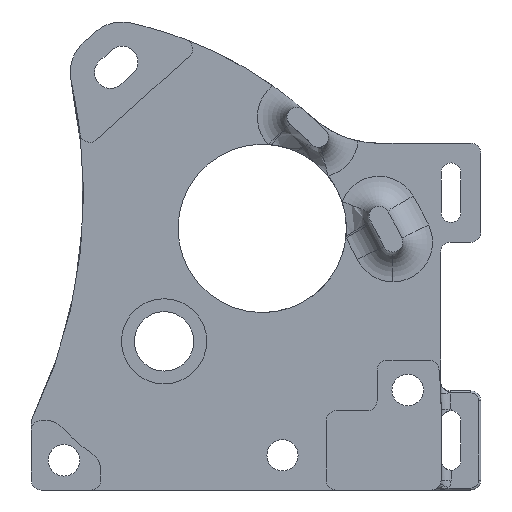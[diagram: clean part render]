
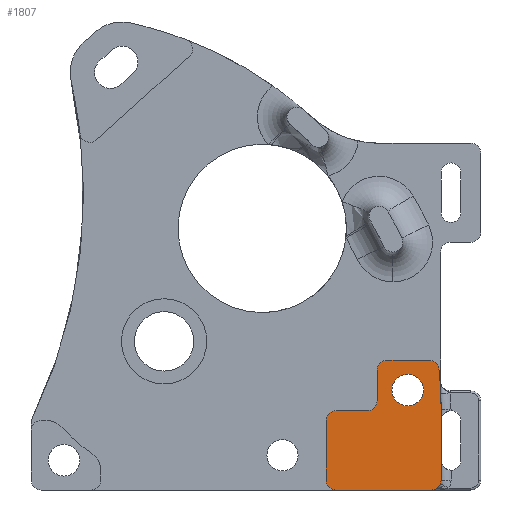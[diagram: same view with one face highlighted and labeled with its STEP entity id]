
A CAD part, left-side view. The second image highlights one B-rep face of the part: STEP entity #1807.
In plain terms, the highlighted planar face has unit normal (-1, 0, 0).
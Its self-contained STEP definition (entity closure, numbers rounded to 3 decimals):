
#14 = ORIENTED_EDGE ( 'NONE', *, *, #503, .T. ) ;
#30 = ORIENTED_EDGE ( 'NONE', *, *, #1665, .F. ) ;
#81 = AXIS2_PLACEMENT_3D ( 'NONE', #3031, #990, #2870 ) ;
#145 = VERTEX_POINT ( 'NONE', #3152 ) ;
#151 = CIRCLE ( 'NONE', #2886, 1. ) ;
#153 = DIRECTION ( 'NONE',  ( -1., 0., 0. ) ) ;
#162 = CARTESIAN_POINT ( 'NONE',  ( -7.075, -16.456, -8. ) ) ;
#183 = LINE ( 'NONE', #2589, #2331 ) ;
#208 = VERTEX_POINT ( 'NONE', #1440 ) ;
#276 = DIRECTION ( 'NONE',  ( 0., 1., 0. ) ) ;
#300 = PLANE ( 'NONE',  #2391 ) ;
#326 = CIRCLE ( 'NONE', #3124, 40. ) ;
#392 = DIRECTION ( 'NONE',  ( 0., 0., 1. ) ) ;
#407 = CIRCLE ( 'NONE', #3651, 1.597 ) ;
#415 = EDGE_CURVE ( 'NONE', #145, #670, #2490, .T. ) ;
#423 = VERTEX_POINT ( 'NONE', #446 ) ;
#437 = EDGE_CURVE ( 'NONE', #901, #3186, #3443, .T. ) ;
#446 = CARTESIAN_POINT ( 'NONE',  ( -7.075, -26.865, -1.916 ) ) ;
#497 = EDGE_LOOP ( 'NONE', ( #627, #30 ) ) ;
#503 = EDGE_CURVE ( 'NONE', #1820, #423, #545, .T. ) ;
#537 = AXIS2_PLACEMENT_3D ( 'NONE', #2410, #3040, #3317 ) ;
#545 = CIRCLE ( 'NONE', #1044, 1. ) ;
#562 = CARTESIAN_POINT ( 'NONE',  ( -7.075, -24.694, -3.319 ) ) ;
#627 = ORIENTED_EDGE ( 'NONE', *, *, #2569, .F. ) ;
#670 = VERTEX_POINT ( 'NONE', #1227 ) ;
#684 = CARTESIAN_POINT ( 'NONE',  ( -7.075, 0., -15. ) ) ;
#737 = ORIENTED_EDGE ( 'NONE', *, *, #2194, .T. ) ;
#772 = ORIENTED_EDGE ( 'NONE', *, *, #3217, .F. ) ;
#780 = CARTESIAN_POINT ( 'NONE',  ( -7.075, 11.944, -6.918 ) ) ;
#862 = DIRECTION ( 'NONE',  ( -1., 0., 0. ) ) ;
#890 = ORIENTED_EDGE ( 'NONE', *, *, #1758, .F. ) ;
#901 = VERTEX_POINT ( 'NONE', #3529 ) ;
#920 = DIRECTION ( 'NONE',  ( -1., 0., 0. ) ) ;
#933 = FACE_BOUND ( 'NONE', #497, .T. ) ;
#974 = DIRECTION ( 'NONE',  ( 0., -1., 0. ) ) ;
#990 = DIRECTION ( 'NONE',  ( -1., 0., 0. ) ) ;
#1017 = ORIENTED_EDGE ( 'NONE', *, *, #2666, .F. ) ;
#1044 = AXIS2_PLACEMENT_3D ( 'NONE', #1314, #1294, #1646 ) ;
#1062 = VERTEX_POINT ( 'NONE', #562 ) ;
#1067 = EDGE_CURVE ( 'NONE', #2544, #901, #3133, .T. ) ;
#1083 = ORIENTED_EDGE ( 'NONE', *, *, #2744, .T. ) ;
#1085 = ORIENTED_EDGE ( 'NONE', *, *, #415, .T. ) ;
#1087 = EDGE_CURVE ( 'NONE', #2784, #208, #2769, .T. ) ;
#1111 = EDGE_LOOP ( 'NONE', ( #3485, #14, #1083, #1085, #890, #1017, #2269, #737, #772, #3326, #1587, #1931, #3306 ) ) ;
#1113 = VECTOR ( 'NONE', #1259, 1000. ) ;
#1149 = CARTESIAN_POINT ( 'NONE',  ( -7.075, -20.594, -6. ) ) ;
#1210 = FACE_OUTER_BOUND ( 'NONE', #1111, .T. ) ;
#1220 = CARTESIAN_POINT ( 'NONE',  ( -7.075, -16.456, 0. ) ) ;
#1227 = CARTESIAN_POINT ( 'NONE',  ( -7.075, -21.594, -2.916 ) ) ;
#1259 = DIRECTION ( 'NONE',  ( 0., 0., -1. ) ) ;
#1294 = DIRECTION ( 'NONE',  ( -1., 0., 0. ) ) ;
#1305 = DIRECTION ( 'NONE',  ( -1., 0., 0. ) ) ;
#1314 = CARTESIAN_POINT ( 'NONE',  ( -7.075, -26.851, -2.916 ) ) ;
#1378 = CARTESIAN_POINT ( 'NONE',  ( -7.075, -28.056, -6.918 ) ) ;
#1438 = DIRECTION ( 'NONE',  ( 0., 0., 1. ) ) ;
#1440 = CARTESIAN_POINT ( 'NONE',  ( -7.075, -20.594, -7. ) ) ;
#1446 = DIRECTION ( 'NONE',  ( 0., 0., 1. ) ) ;
#1551 = CARTESIAN_POINT ( 'NONE',  ( -7.075, -27.056, -14. ) ) ;
#1587 = ORIENTED_EDGE ( 'NONE', *, *, #437, .T. ) ;
#1593 = DIRECTION ( 'NONE',  ( 0., -1., 0. ) ) ;
#1618 = VERTEX_POINT ( 'NONE', #2781 ) ;
#1646 = DIRECTION ( 'NONE',  ( 0., 0., 1. ) ) ;
#1665 = EDGE_CURVE ( 'NONE', #1062, #1618, #2451, .T. ) ;
#1754 = VERTEX_POINT ( 'NONE', #2914 ) ;
#1758 = EDGE_CURVE ( 'NONE', #3436, #670, #183, .T. ) ;
#1798 = CARTESIAN_POINT ( 'NONE',  ( -7.075, 0., -1.916 ) ) ;
#1807 = ADVANCED_FACE ( 'NONE', ( #933, #1210 ), #300, .T. ) ;
#1813 = CARTESIAN_POINT ( 'NONE',  ( -7.075, -17.456, -7. ) ) ;
#1820 = VERTEX_POINT ( 'NONE', #3607 ) ;
#1916 = CIRCLE ( 'NONE', #2816, 1. ) ;
#1931 = ORIENTED_EDGE ( 'NONE', *, *, #2393, .T. ) ;
#2046 = CARTESIAN_POINT ( 'NONE',  ( -7.075, -24.694, -4.916 ) ) ;
#2092 = DIRECTION ( 'NONE',  ( 0., 0., 1. ) ) ;
#2194 = EDGE_CURVE ( 'NONE', #2784, #2677, #2233, .T. ) ;
#2233 = CIRCLE ( 'NONE', #537, 1. ) ;
#2269 = ORIENTED_EDGE ( 'NONE', *, *, #1087, .F. ) ;
#2331 = VECTOR ( 'NONE', #3857, 1000. ) ;
#2341 = DIRECTION ( 'NONE',  ( -1., 0., 0. ) ) ;
#2391 = AXIS2_PLACEMENT_3D ( 'NONE', #3914, #920, #3663 ) ;
#2393 = EDGE_CURVE ( 'NONE', #3186, #1754, #1916, .T. ) ;
#2410 = CARTESIAN_POINT ( 'NONE',  ( -7.075, -17.456, -8. ) ) ;
#2428 = AXIS2_PLACEMENT_3D ( 'NONE', #3924, #862, #1446 ) ;
#2430 = VECTOR ( 'NONE', #974, 1000. ) ;
#2451 = CIRCLE ( 'NONE', #2911, 1.597 ) ;
#2482 = VECTOR ( 'NONE', #1593, 1000. ) ;
#2490 = CIRCLE ( 'NONE', #81, 1. ) ;
#2532 = CARTESIAN_POINT ( 'NONE',  ( -7.075, -28.056, 0. ) ) ;
#2544 = VERTEX_POINT ( 'NONE', #2598 ) ;
#2569 = EDGE_CURVE ( 'NONE', #1618, #1062, #407, .T. ) ;
#2589 = CARTESIAN_POINT ( 'NONE',  ( -7.075, -21.594, 0. ) ) ;
#2598 = CARTESIAN_POINT ( 'NONE',  ( -7.075, -16.456, -14. ) ) ;
#2638 = VECTOR ( 'NONE', #276, 1000. ) ;
#2666 = EDGE_CURVE ( 'NONE', #208, #3436, #151, .T. ) ;
#2677 = VERTEX_POINT ( 'NONE', #162 ) ;
#2744 = EDGE_CURVE ( 'NONE', #423, #145, #3943, .T. ) ;
#2769 = LINE ( 'NONE', #3715, #2482 ) ;
#2777 = DIRECTION ( 'NONE',  ( -1., 0., 0. ) ) ;
#2781 = CARTESIAN_POINT ( 'NONE',  ( -7.075, -24.694, -6.513 ) ) ;
#2784 = VERTEX_POINT ( 'NONE', #1813 ) ;
#2816 = AXIS2_PLACEMENT_3D ( 'NONE', #1551, #1305, #392 ) ;
#2870 = DIRECTION ( 'NONE',  ( 0., 0., 1. ) ) ;
#2886 = AXIS2_PLACEMENT_3D ( 'NONE', #1149, #2341, #2963 ) ;
#2898 = EDGE_CURVE ( 'NONE', #3686, #1754, #3738, .T. ) ;
#2911 = AXIS2_PLACEMENT_3D ( 'NONE', #2046, #3513, #1438 ) ;
#2914 = CARTESIAN_POINT ( 'NONE',  ( -7.075, -28.056, -14. ) ) ;
#2963 = DIRECTION ( 'NONE',  ( 0., 0., 1. ) ) ;
#2997 = LINE ( 'NONE', #1220, #3119 ) ;
#3031 = CARTESIAN_POINT ( 'NONE',  ( -7.075, -22.594, -2.916 ) ) ;
#3040 = DIRECTION ( 'NONE',  ( -1., 0., 0. ) ) ;
#3119 = VECTOR ( 'NONE', #2092, 1000. ) ;
#3124 = AXIS2_PLACEMENT_3D ( 'NONE', #780, #153, #3199 ) ;
#3133 = CIRCLE ( 'NONE', #2428, 1. ) ;
#3152 = CARTESIAN_POINT ( 'NONE',  ( -7.075, -22.594, -1.916 ) ) ;
#3156 = CARTESIAN_POINT ( 'NONE',  ( -7.075, -21.594, -6. ) ) ;
#3186 = VERTEX_POINT ( 'NONE', #3635 ) ;
#3199 = DIRECTION ( 'NONE',  ( 0., 0., 1. ) ) ;
#3217 = EDGE_CURVE ( 'NONE', #2544, #2677, #2997, .T. ) ;
#3306 = ORIENTED_EDGE ( 'NONE', *, *, #2898, .F. ) ;
#3317 = DIRECTION ( 'NONE',  ( 0., 0., 1. ) ) ;
#3326 = ORIENTED_EDGE ( 'NONE', *, *, #1067, .T. ) ;
#3436 = VERTEX_POINT ( 'NONE', #3156 ) ;
#3443 = LINE ( 'NONE', #684, #2430 ) ;
#3485 = ORIENTED_EDGE ( 'NONE', *, *, #3504, .T. ) ;
#3504 = EDGE_CURVE ( 'NONE', #3686, #1820, #326, .T. ) ;
#3513 = DIRECTION ( 'NONE',  ( -1., 0., 0. ) ) ;
#3529 = CARTESIAN_POINT ( 'NONE',  ( -7.075, -17.456, -15. ) ) ;
#3607 = CARTESIAN_POINT ( 'NONE',  ( -7.075, -27.845, -2.813 ) ) ;
#3635 = CARTESIAN_POINT ( 'NONE',  ( -7.075, -27.056, -15. ) ) ;
#3651 = AXIS2_PLACEMENT_3D ( 'NONE', #3743, #2777, #3790 ) ;
#3663 = DIRECTION ( 'NONE',  ( 0., 0., 1. ) ) ;
#3686 = VERTEX_POINT ( 'NONE', #1378 ) ;
#3715 = CARTESIAN_POINT ( 'NONE',  ( -7.075, 0., -7. ) ) ;
#3738 = LINE ( 'NONE', #2532, #1113 ) ;
#3743 = CARTESIAN_POINT ( 'NONE',  ( -7.075, -24.694, -4.916 ) ) ;
#3790 = DIRECTION ( 'NONE',  ( 0., 0., 1. ) ) ;
#3857 = DIRECTION ( 'NONE',  ( 0., 0., 1. ) ) ;
#3914 = CARTESIAN_POINT ( 'NONE',  ( -7.075, 0., 0. ) ) ;
#3924 = CARTESIAN_POINT ( 'NONE',  ( -7.075, -17.456, -14. ) ) ;
#3943 = LINE ( 'NONE', #1798, #2638 ) ;
